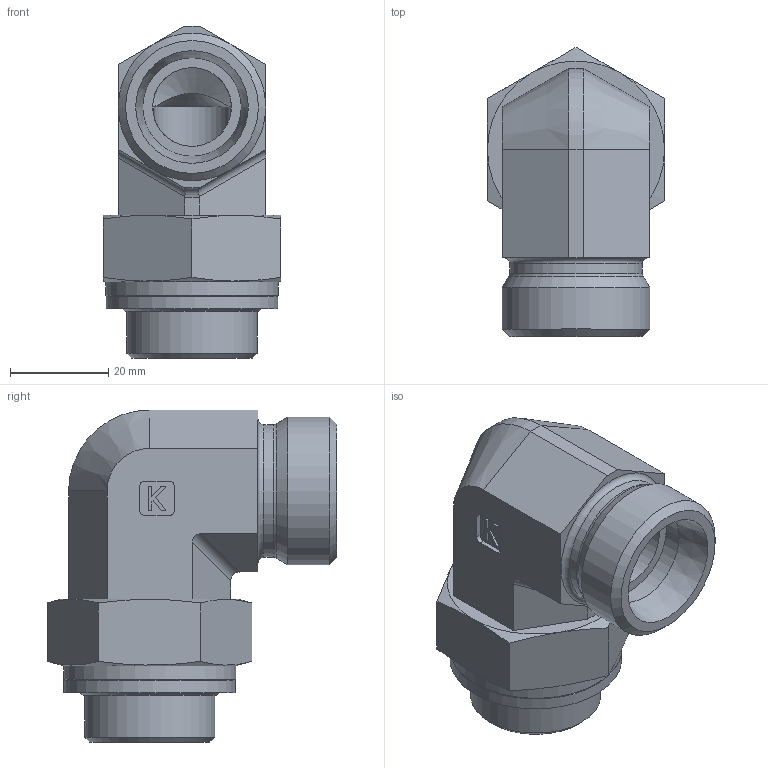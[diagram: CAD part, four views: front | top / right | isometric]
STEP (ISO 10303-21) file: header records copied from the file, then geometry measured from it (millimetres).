
FILE_DESCRIPTION((''),'2;1');
FILE_NAME('671601683020.stp','2015-02-06T14:04:44',(''),('KNOMI spol. s r. o.'),'Autodesk Inventor 2012','Autodesk Inventor 2012','');
FILE_SCHEMA(('AUTOMOTIVE_DESIGN { 1 2 10303 214 0 1 1 1 }'));
Length unit declared in the file: millimetre
Products named in the file (4): ÚPS G3/4"/M30x2 GM500; 6786206830; 6756068; 7391068
Assembly tree (3 placements, depth 2):
  ÚPS G3/4"/M30x2 GM500
    6786206830
    6756068
    7391068
Bounding box: 36 x 58.78 x 67.45 mm (x, y, z)
Volume: 51793.2 mm3; surface area: 19849.2 mm2
Topology: 3 solids, 3 shells, 96 faces, 224 edges, 142 vertices
Faces by surface type: plane 50, cone 22, cylinder 22, torus 2
Full cylindrical faces by diameter (mm): 15.5 x1, 16 x1, 20 x1, 23.83 x1, 24.117 x1, 26.44 x1, 27 x3, 27.05 x2, 30 x1, 34.93 x1, 35 x1
Entity records: 2750 total; most frequent: CARTESIAN_POINT 515, DIRECTION 438, ORIENTED_EDGE 378, EDGE_CURVE 189, AXIS2_PLACEMENT_3D 168, EDGE_LOOP 138, VERTEX_POINT 135, VECTOR 102
